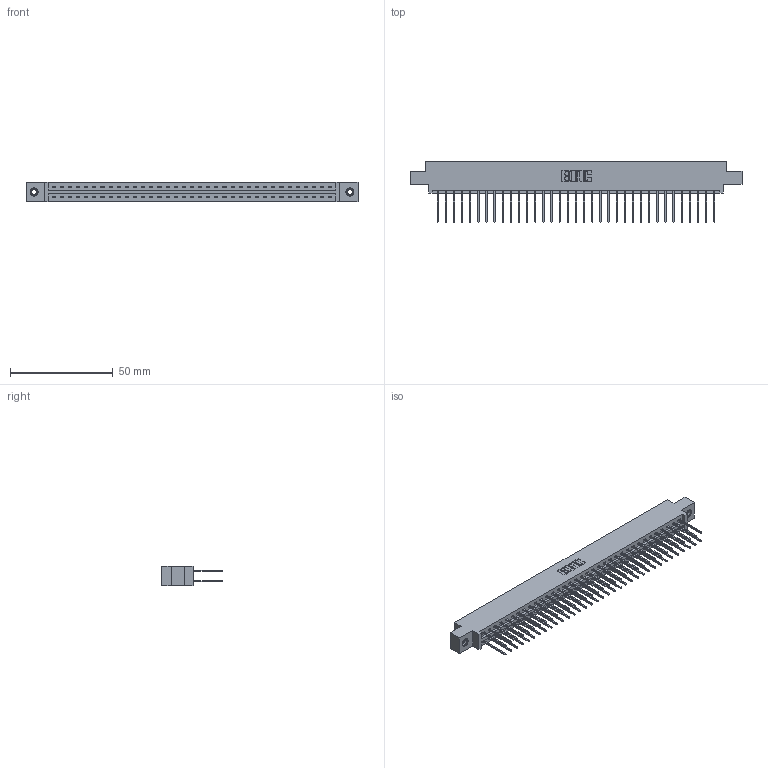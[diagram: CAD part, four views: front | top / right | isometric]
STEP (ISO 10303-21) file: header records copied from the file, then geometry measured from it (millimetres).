
FILE_DESCRIPTION (( 'STEP AP203' ), '1' );
FILE_NAME ('387-070-540-807.STEP', '2018-09-22T16:46:38', ( '' ), ( '' ), 'SwSTEP 2.0', 'SolidWorks 2016', '' );
FILE_SCHEMA (( 'CONFIG_CONTROL_DESIGN' ));
Length unit declared in the file: inch
Products named in the file (4): 337 Part_0.170 Offset - 0.156 Dia-TI; 345-292-001_345-293-140; 345-250-001_345-250-005-103; 387-070-540-807
Assembly tree (73 placements, depth 2):
  387-070-540-807
    337 Part_0.170 Offset - 0.156 Dia-TI
    345-292-001_345-293-140  x70
    345-250-001_345-250-005-103  x2
Bounding box: 161.7 x 29.47 x 9.4 mm (x, y, z)
Volume: 17082 mm3; surface area: 20698.8 mm2
Topology: 73 solids, 73 shells, 3958 faces, 11729 edges, 7718 vertices
Faces by surface type: plane 2766, cylinder 1176, cone 12, torus 4
Entity records: 29378 total; most frequent: CARTESIAN_POINT 4937, ORIENTED_EDGE 4866, DIRECTION 4243, EDGE_CURVE 2433, LINE 2285, VECTOR 2285, VERTEX_POINT 1616, AXIS2_PLACEMENT_3D 979
